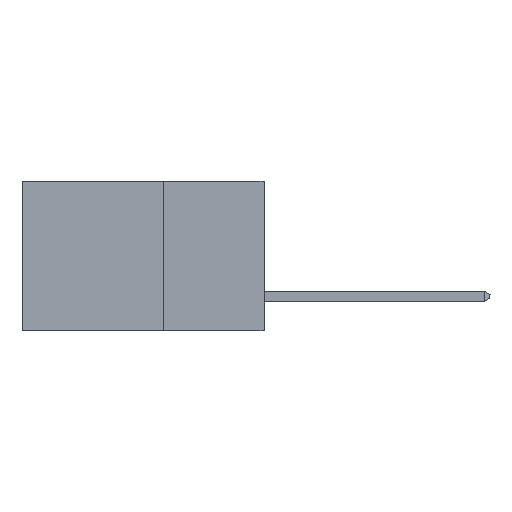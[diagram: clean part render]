
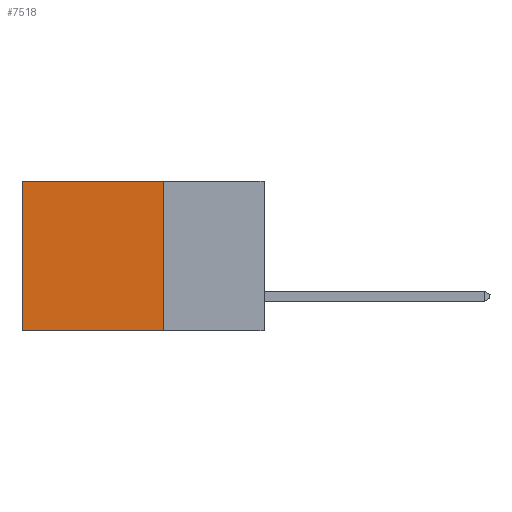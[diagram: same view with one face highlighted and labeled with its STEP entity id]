
A CAD part, left-side view. The second image highlights one B-rep face of the part: STEP entity #7518.
In plain terms, the highlighted planar face has unit normal (-1, 0, 0).
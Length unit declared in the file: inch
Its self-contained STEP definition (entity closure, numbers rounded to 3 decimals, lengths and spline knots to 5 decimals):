
#367 = CARTESIAN_POINT ( 'NONE',  ( 0.2615, 0.6, -0.37 ) ) ;
#600 = VECTOR ( 'NONE', #12701, 39.37008 ) ;
#602 = LINE ( 'NONE', #13170, #7342 ) ;
#1959 = EDGE_LOOP ( 'NONE', ( #6015, #7115, #12265, #2051 ) ) ;
#2048 = LINE ( 'NONE', #6197, #11246 ) ;
#2051 = ORIENTED_EDGE ( 'NONE', *, *, #10893, .T. ) ;
#2288 = EDGE_CURVE ( 'NONE', #10131, #8511, #4941, .T. ) ;
#2571 = CARTESIAN_POINT ( 'NONE',  ( 0.2615, 0.25, -0.37 ) ) ;
#2677 = VERTEX_POINT ( 'NONE', #367 ) ;
#2836 = AXIS2_PLACEMENT_3D ( 'NONE', #2571, #10990, #9903 ) ;
#3083 = DIRECTION ( 'NONE',  ( 0., 1., 0. ) ) ;
#3884 = CARTESIAN_POINT ( 'NONE',  ( 0.2615, 0.25, -0.37 ) ) ;
#4086 = CARTESIAN_POINT ( 'NONE',  ( 0.2615, 0.6, -0.37 ) ) ;
#4896 = CARTESIAN_POINT ( 'NONE',  ( 0.2615, 0.25, -0.37 ) ) ;
#4941 = LINE ( 'NONE', #3884, #10847 ) ;
#6015 = ORIENTED_EDGE ( 'NONE', *, *, #8852, .T. ) ;
#6197 = CARTESIAN_POINT ( 'NONE',  ( 0.2615, 0.25, 0. ) ) ;
#6529 = FACE_OUTER_BOUND ( 'NONE', #1959, .T. ) ;
#6590 = PLANE ( 'NONE',  #2836 ) ;
#6648 = DIRECTION ( 'NONE',  ( 0., 1., 0. ) ) ;
#7115 = ORIENTED_EDGE ( 'NONE', *, *, #13180, .F. ) ;
#7342 = VECTOR ( 'NONE', #6648, 39.37008 ) ;
#7518 = ADVANCED_FACE ( 'NONE', ( #6529 ), #6590, .F. ) ;
#7986 = CARTESIAN_POINT ( 'NONE',  ( 0.2615, 0.25, 0. ) ) ;
#8062 = CARTESIAN_POINT ( 'NONE',  ( 0.2615, 0.6, 0. ) ) ;
#8511 = VERTEX_POINT ( 'NONE', #4896 ) ;
#8852 = EDGE_CURVE ( 'NONE', #10021, #2677, #13530, .T. ) ;
#9903 = DIRECTION ( 'NONE',  ( 0., 0., -1. ) ) ;
#10021 = VERTEX_POINT ( 'NONE', #8062 ) ;
#10131 = VERTEX_POINT ( 'NONE', #7986 ) ;
#10847 = VECTOR ( 'NONE', #12277, 39.37008 ) ;
#10893 = EDGE_CURVE ( 'NONE', #10131, #10021, #2048, .T. ) ;
#10990 = DIRECTION ( 'NONE',  ( 1., 0., 0. ) ) ;
#11246 = VECTOR ( 'NONE', #3083, 39.37008 ) ;
#12265 = ORIENTED_EDGE ( 'NONE', *, *, #2288, .F. ) ;
#12277 = DIRECTION ( 'NONE',  ( 0., 0., -1. ) ) ;
#12701 = DIRECTION ( 'NONE',  ( 0., 0., -1. ) ) ;
#13170 = CARTESIAN_POINT ( 'NONE',  ( 0.2615, 0.25, -0.37 ) ) ;
#13180 = EDGE_CURVE ( 'NONE', #8511, #2677, #602, .T. ) ;
#13530 = LINE ( 'NONE', #4086, #600 ) ;
